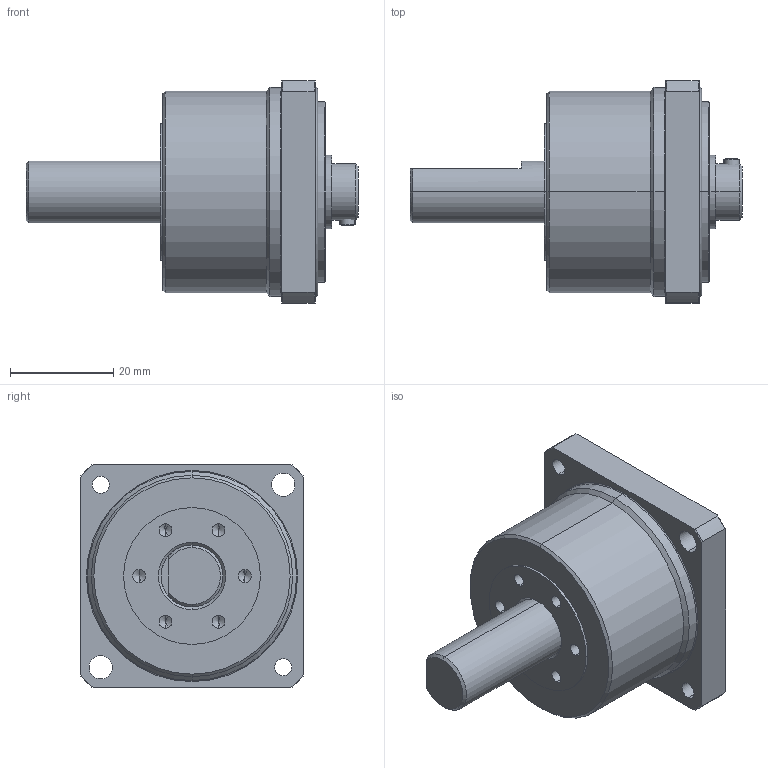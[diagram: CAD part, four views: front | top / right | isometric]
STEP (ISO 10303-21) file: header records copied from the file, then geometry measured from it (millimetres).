
FILE_DESCRIPTION (( 'STEP AP214' ), '1' );
FILE_NAME ('CSF-11-2XH-J.STEP', '2016-04-22T14:36:58', ( '' ), ( '' ), 'SwSTEP 2.0', 'SolidWorks 2015', '' );
FILE_SCHEMA (( 'AUTOMOTIVE_DESIGN' ));
Length unit declared in the file: millimetre
Products named in the file (6): CSF-11-2XH-O-RING; socket set screw cup point_am_B18.3.6M - M3 x 0.5 x 4 Hex Socket Type I Cup Pt. SS --N; CSF-11-2XH-J-OUTPUT CUSTOMER MODEL; CSF-11-2XH-INPUT; CSF-11-2XH-HOUSING; CSF-11-2XH-J
Assembly tree (6 placements, depth 2):
  CSF-11-2XH-J
    CSF-11-2XH-HOUSING
    CSF-11-2XH-INPUT
    CSF-11-2XH-J-OUTPUT CUSTOMER MODEL
    socket set screw cup point_am_B18.3.6M - M3 x 0.5 x 4 Hex Socket Type I Cup Pt. SS --N  x2
    CSF-11-2XH-O-RING
Bounding box: 64.3 x 43 x 43 mm (x, y, z)
Volume: 37790.7 mm3; surface area: 21759.6 mm2
Topology: 6 solids, 6 shells, 277 faces, 607 edges, 352 vertices
Faces by surface type: cone 109, cylinder 96, plane 50, torus 22
Entity records: 7672 total; most frequent: CARTESIAN_POINT 1380, DIRECTION 1370, ORIENTED_EDGE 1114, AXIS2_PLACEMENT_3D 573, EDGE_CURVE 557, VERTEX_POINT 331, EDGE_LOOP 304, CIRCLE 303
